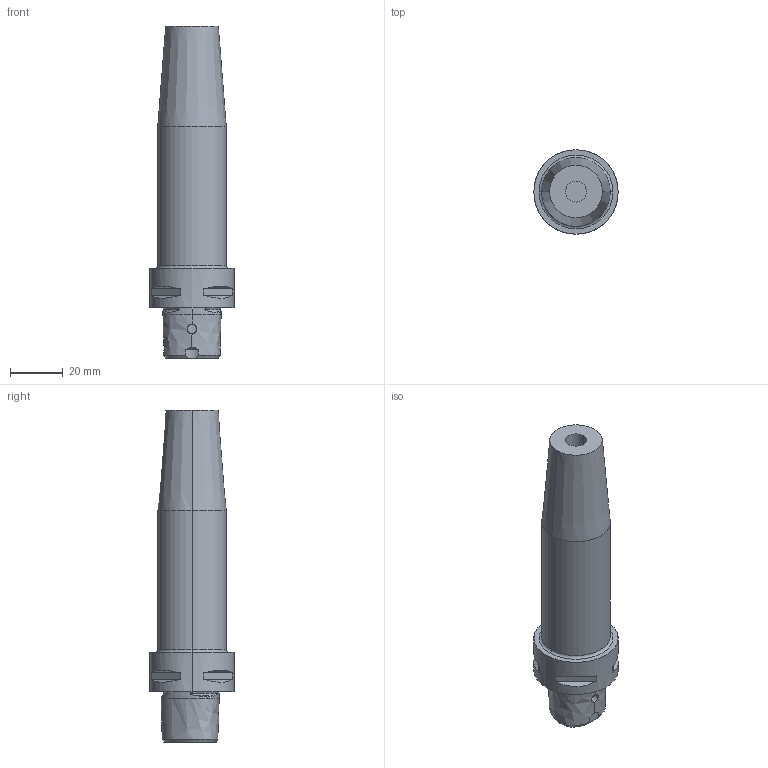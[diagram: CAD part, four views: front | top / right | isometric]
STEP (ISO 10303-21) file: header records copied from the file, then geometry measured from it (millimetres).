
FILE_DESCRIPTION (( 'STEP AP203' ), '1' );
FILE_NAME ('140.651.08.107.STEP', '2020-06-01T07:20:11', ( '' ), ( '' ), 'SwSTEP 2.0', 'SolidWorks 2017', '' );
FILE_SCHEMA (( 'CONFIG_CONTROL_DESIGN' ));
Length unit declared in the file: millimetre
Products named in the file (1): 140.651.08.107
Bounding box: 32 x 32 x 126 mm (x, y, z)
Volume: 56839.4 mm3; surface area: 13639 mm2
Topology: 1 solids, 1 shells, 86 faces, 200 edges, 123 vertices
Faces by surface type: plane 30, cylinder 19, cone 16, torus 15, bspline 6
Entity records: 4595 total; most frequent: CARTESIAN_POINT 2623, ORIENTED_EDGE 396, DIRECTION 394, EDGE_CURVE 198, AXIS2_PLACEMENT_3D 170, VERTEX_POINT 123, EDGE_LOOP 97, CIRCLE 89
